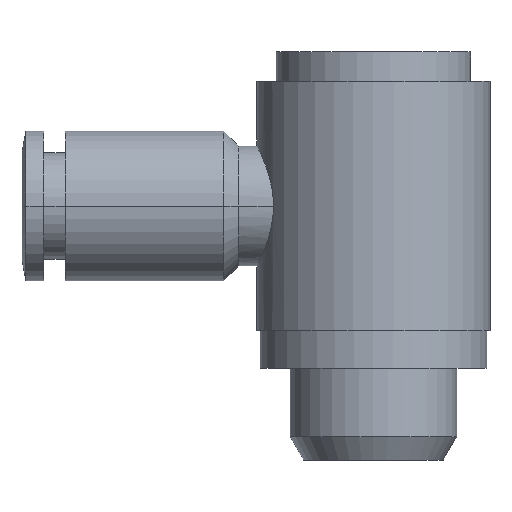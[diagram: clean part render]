
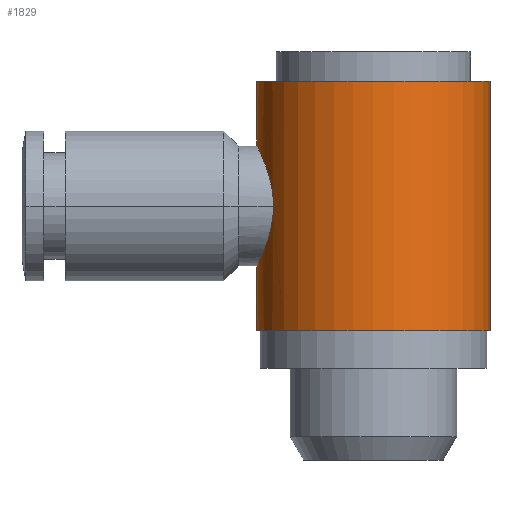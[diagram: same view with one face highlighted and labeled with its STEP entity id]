
A CAD part, left-side view. The second image highlights one B-rep face of the part: STEP entity #1829.
In plain terms, the highlighted cylindrical face has radius 7 mm (diameter 14 mm), a partial arc.
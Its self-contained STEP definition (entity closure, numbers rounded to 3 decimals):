
#123=CARTESIAN_POINT('',(-3.6,6.003,0.0));
#124=VERTEX_POINT('',#123);
#131=CARTESIAN_POINT('',(0.,7.,3.6));
#132=VERTEX_POINT('',#131);
#133=CARTESIAN_POINT('',(-3.6,6.003,0.0));
#134=CARTESIAN_POINT('',(-3.6,6.003,0.463));
#135=CARTESIAN_POINT('',(-3.506,6.062,0.948));
#136=CARTESIAN_POINT('',(-3.136,6.262,1.831));
#137=CARTESIAN_POINT('',(-2.861,6.398,2.23));
#138=CARTESIAN_POINT('',(-2.231,6.643,2.86));
#139=CARTESIAN_POINT('',(-1.832,6.771,3.136));
#140=CARTESIAN_POINT('',(-0.947,6.95,3.506));
#141=CARTESIAN_POINT('',(-0.461,7.,3.6));
#142=CARTESIAN_POINT('',(0.,7.,3.6));
#143=B_SPLINE_CURVE_WITH_KNOTS('',3,(#133,#134,#135,#136,#137,#138,#139,#140,#141,#142),.UNSPECIFIED.,.F.,.U.,(4,2,2,2,4),(0.0,0.139,0.278,0.416,0.554),.UNSPECIFIED.);
#144=EDGE_CURVE('',#124,#132,#143,.T.);
#376=CARTESIAN_POINT('',(0.0,-7.,-7.5));
#377=VERTEX_POINT('',#376);
#378=CARTESIAN_POINT('',(0.0,-7.,7.5));
#379=VERTEX_POINT('',#378);
#380=CARTESIAN_POINT('',(0.0,-7.,-7.5));
#381=DIRECTION('',(0.0,0.0,1.0));
#382=VECTOR('',#381,15.0);
#383=LINE('',#380,#382);
#384=EDGE_CURVE('',#377,#379,#383,.T.);
#386=CARTESIAN_POINT('',(0.,7.,-7.5));
#387=VERTEX_POINT('',#386);
#395=CARTESIAN_POINT('',(0.,7.,-3.6));
#396=VERTEX_POINT('',#395);
#397=CARTESIAN_POINT('',(0.,7.,-3.6));
#398=DIRECTION('',(0.0,0.0,-1.0));
#399=VECTOR('',#398,3.9);
#400=LINE('',#397,#399);
#401=EDGE_CURVE('',#396,#387,#400,.T.);
#417=CARTESIAN_POINT('',(0.,7.,7.5));
#418=VERTEX_POINT('',#417);
#419=CARTESIAN_POINT('',(0.,7.,7.5));
#420=DIRECTION('',(0.0,0.0,-1.0));
#421=VECTOR('',#420,3.9);
#422=LINE('',#419,#421);
#423=EDGE_CURVE('',#418,#132,#422,.T.);
#1791=CARTESIAN_POINT('',(0.0,0.0,0.0));
#1792=DIRECTION('',(0.0,0.0,1.0));
#1793=DIRECTION('',(0.0,-1.0,0.0));
#1794=AXIS2_PLACEMENT_3D('',#1791,#1792,#1793);
#1795=CYLINDRICAL_SURFACE('',#1794,7.);
#1796=ORIENTED_EDGE('',*,*,#384,.T.);
#1797=CARTESIAN_POINT('',(0.0,0.0,7.5));
#1798=DIRECTION('',(0.0,0.0,1.0));
#1799=DIRECTION('',(0.0,-1.0,0.0));
#1800=AXIS2_PLACEMENT_3D('',#1797,#1798,#1799);
#1801=CIRCLE('',#1800,7.);
#1802=EDGE_CURVE('',#418,#379,#1801,.T.);
#1803=ORIENTED_EDGE('',*,*,#1802,.F.);
#1804=ORIENTED_EDGE('',*,*,#423,.T.);
#1805=ORIENTED_EDGE('',*,*,#144,.F.);
#1806=CARTESIAN_POINT('',(0.,7.,-3.6));
#1807=CARTESIAN_POINT('',(-0.461,7.,-3.6));
#1808=CARTESIAN_POINT('',(-0.947,6.95,-3.506));
#1809=CARTESIAN_POINT('',(-1.832,6.771,-3.136));
#1810=CARTESIAN_POINT('',(-2.231,6.643,-2.86));
#1811=CARTESIAN_POINT('',(-2.861,6.398,-2.23));
#1812=CARTESIAN_POINT('',(-3.136,6.262,-1.831));
#1813=CARTESIAN_POINT('',(-3.506,6.062,-0.948));
#1814=CARTESIAN_POINT('',(-3.6,6.003,-0.463));
#1815=CARTESIAN_POINT('',(-3.6,6.003,0.0));
#1816=B_SPLINE_CURVE_WITH_KNOTS('',3,(#1806,#1807,#1808,#1809,#1810,#1811,#1812,#1813,#1814,#1815),.UNSPECIFIED.,.F.,.U.,(4,2,2,2,4),(1.663,1.801,1.94,2.078,2.217),.UNSPECIFIED.);
#1817=EDGE_CURVE('',#396,#124,#1816,.T.);
#1818=ORIENTED_EDGE('',*,*,#1817,.F.);
#1819=ORIENTED_EDGE('',*,*,#401,.T.);
#1820=CARTESIAN_POINT('',(0.0,0.0,-7.5));
#1821=DIRECTION('',(0.0,0.0,1.0));
#1822=DIRECTION('',(0.0,-1.0,0.0));
#1823=AXIS2_PLACEMENT_3D('',#1820,#1821,#1822);
#1824=CIRCLE('',#1823,7.);
#1825=EDGE_CURVE('',#387,#377,#1824,.T.);
#1826=ORIENTED_EDGE('',*,*,#1825,.T.);
#1827=EDGE_LOOP('',(#1796,#1803,#1804,#1805,#1818,#1819,#1826));
#1828=FACE_OUTER_BOUND('',#1827,.T.);
#1829=ADVANCED_FACE('',(#1828),#1795,.T.);
